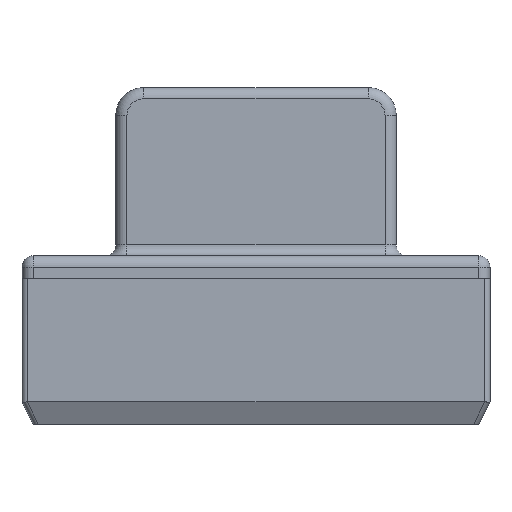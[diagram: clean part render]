
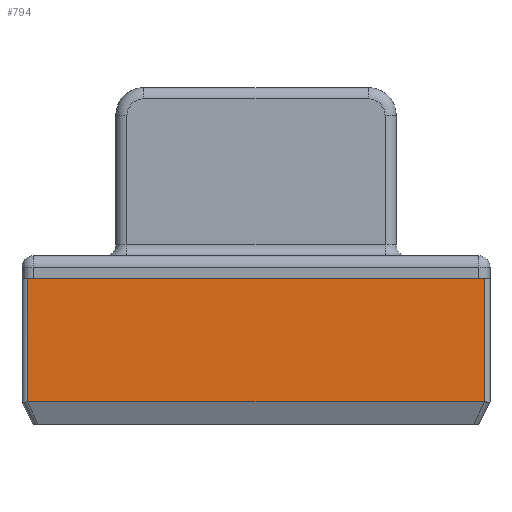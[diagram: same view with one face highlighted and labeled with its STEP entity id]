
A CAD part, top view. The second image highlights one B-rep face of the part: STEP entity #794.
In plain terms, the highlighted planar face has unit normal (0, 0, 1).
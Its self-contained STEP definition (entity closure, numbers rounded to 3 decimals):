
#299 = CARTESIAN_POINT ( 'NONE',  ( -20.85, -13., 6.3 ) ) ;
#314 = EDGE_CURVE ( 'NONE', #1830, #3167, #2218, .T. ) ;
#584 = ORIENTED_EDGE ( 'NONE', *, *, #1869, .T. ) ;
#630 = CARTESIAN_POINT ( 'NONE',  ( -20.85, -11., 6.3 ) ) ;
#775 = ORIENTED_EDGE ( 'NONE', *, *, #1453, .F. ) ;
#794 = ADVANCED_FACE ( 'NONE', ( #3020 ), #2998, .T. ) ;
#818 = DIRECTION ( 'NONE',  ( 1., 0., 0. ) ) ;
#1139 = CARTESIAN_POINT ( 'NONE',  ( 20.35, 0., 6.3 ) ) ;
#1174 = VECTOR ( 'NONE', #1647, 1000. ) ;
#1190 = ORIENTED_EDGE ( 'NONE', *, *, #314, .T. ) ;
#1385 = VECTOR ( 'NONE', #2734, 1000. ) ;
#1441 = CARTESIAN_POINT ( 'NONE',  ( 20.35, 0., 6.3 ) ) ;
#1453 = EDGE_CURVE ( 'NONE', #1587, #1803, #2731, .T. ) ;
#1576 = DIRECTION ( 'NONE',  ( -1., 0., 0. ) ) ;
#1587 = VERTEX_POINT ( 'NONE', #2843 ) ;
#1634 = VECTOR ( 'NONE', #1576, 1000. ) ;
#1647 = DIRECTION ( 'NONE',  ( 0., -1., 0. ) ) ;
#1648 = CARTESIAN_POINT ( 'NONE',  ( -20.35, -11., 6.3 ) ) ;
#1679 = EDGE_LOOP ( 'NONE', ( #775, #584, #1190, #2264 ) ) ;
#1803 = VERTEX_POINT ( 'NONE', #1648 ) ;
#1830 = VERTEX_POINT ( 'NONE', #1139 ) ;
#1857 = AXIS2_PLACEMENT_3D ( 'NONE', #299, #2062, #818 ) ;
#1869 = EDGE_CURVE ( 'NONE', #1587, #1830, #2922, .T. ) ;
#1919 = DIRECTION ( 'NONE',  ( -1., 0., 0. ) ) ;
#2062 = DIRECTION ( 'NONE',  ( 0., 0., 1. ) ) ;
#2079 = CARTESIAN_POINT ( 'NONE',  ( -20.85, 0., 6.3 ) ) ;
#2090 = VECTOR ( 'NONE', #1919, 1000. ) ;
#2217 = EDGE_CURVE ( 'NONE', #3167, #1803, #2608, .T. ) ;
#2218 = LINE ( 'NONE', #2079, #1634 ) ;
#2264 = ORIENTED_EDGE ( 'NONE', *, *, #2217, .T. ) ;
#2608 = LINE ( 'NONE', #2665, #1174 ) ;
#2665 = CARTESIAN_POINT ( 'NONE',  ( -20.35, -11., 6.3 ) ) ;
#2731 = LINE ( 'NONE', #630, #2090 ) ;
#2734 = DIRECTION ( 'NONE',  ( 0., 1., 0. ) ) ;
#2843 = CARTESIAN_POINT ( 'NONE',  ( 20.35, -11., 6.3 ) ) ;
#2922 = LINE ( 'NONE', #1441, #1385 ) ;
#2998 = PLANE ( 'NONE',  #1857 ) ;
#3020 = FACE_OUTER_BOUND ( 'NONE', #1679, .T. ) ;
#3109 = CARTESIAN_POINT ( 'NONE',  ( -20.35, 0., 6.3 ) ) ;
#3167 = VERTEX_POINT ( 'NONE', #3109 ) ;
